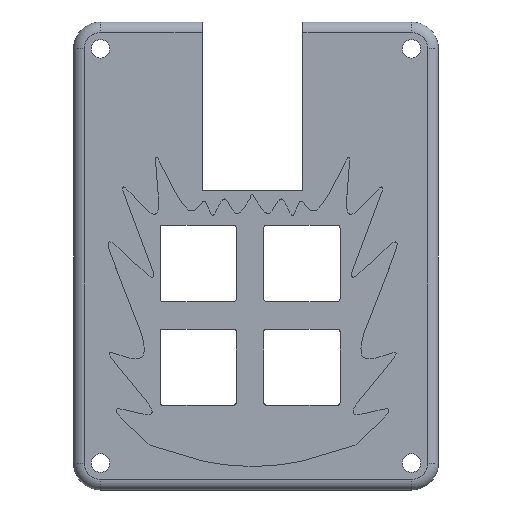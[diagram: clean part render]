
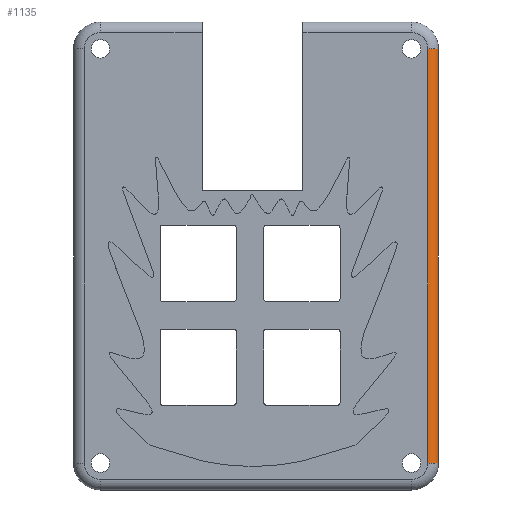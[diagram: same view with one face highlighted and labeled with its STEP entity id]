
A CAD part, top view. The second image highlights one B-rep face of the part: STEP entity #1135.
In plain terms, the highlighted cylindrical face has radius 2 mm (diameter 4 mm), a partial arc.
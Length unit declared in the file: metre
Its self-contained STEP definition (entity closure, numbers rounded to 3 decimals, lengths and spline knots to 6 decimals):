
#44=CYLINDRICAL_SURFACE('',#1259,0.002);
#99=CIRCLE('',#1258,0.002);
#100=CIRCLE('',#1260,0.002);
#183=LINE('',#1975,#275);
#187=LINE('',#1989,#279);
#275=VECTOR('',#1524,1.);
#279=VECTOR('',#1536,1.);
#558=ORIENTED_EDGE('',*,*,#767,.T.);
#559=ORIENTED_EDGE('',*,*,#754,.F.);
#560=ORIENTED_EDGE('',*,*,#768,.F.);
#561=ORIENTED_EDGE('',*,*,#761,.F.);
#754=EDGE_CURVE('',#883,#884,#183,.T.);
#761=EDGE_CURVE('',#889,#890,#187,.T.);
#767=EDGE_CURVE('',#889,#884,#99,.T.);
#768=EDGE_CURVE('',#890,#883,#100,.T.);
#883=VERTEX_POINT('',#1974);
#884=VERTEX_POINT('',#1976);
#889=VERTEX_POINT('',#1988);
#890=VERTEX_POINT('',#1990);
#973=EDGE_LOOP('',(#558,#559,#560,#561));
#1053=FACE_BOUND('',#973,.T.);
#1135=ADVANCED_FACE('',(#1053),#44,.T.);
#1258=AXIS2_PLACEMENT_3D('',#2001,#1549,#1550);
#1259=AXIS2_PLACEMENT_3D('',#2002,#1551,#1552);
#1260=AXIS2_PLACEMENT_3D('',#2003,#1553,#1554);
#1524=DIRECTION('',(0.,1.,0.));
#1536=DIRECTION('',(0.,-1.,0.));
#1549=DIRECTION('',(0.,-1.,0.));
#1550=DIRECTION('',(0.,0.,-1.));
#1551=DIRECTION('',(0.,-1.,0.));
#1552=DIRECTION('',(0.,0.,-1.));
#1553=DIRECTION('',(0.,-1.,0.));
#1554=DIRECTION('',(0.,0.,-1.));
#1974=CARTESIAN_POINT('',(0.032648,-0.027125,0.0015));
#1975=CARTESIAN_POINT('',(0.032648,0.048915,0.0015));
#1976=CARTESIAN_POINT('',(0.032648,0.048915,0.0015));
#1988=CARTESIAN_POINT('',(0.034584,0.048915,0.));
#1989=CARTESIAN_POINT('',(0.034584,0.048915,0.));
#1990=CARTESIAN_POINT('',(0.034584,-0.027125,0.));
#2001=CARTESIAN_POINT('',(0.032648,0.048915,-0.0005));
#2002=CARTESIAN_POINT('',(0.032648,0.010895,-0.0005));
#2003=CARTESIAN_POINT('',(0.032648,-0.027125,-0.0005));
